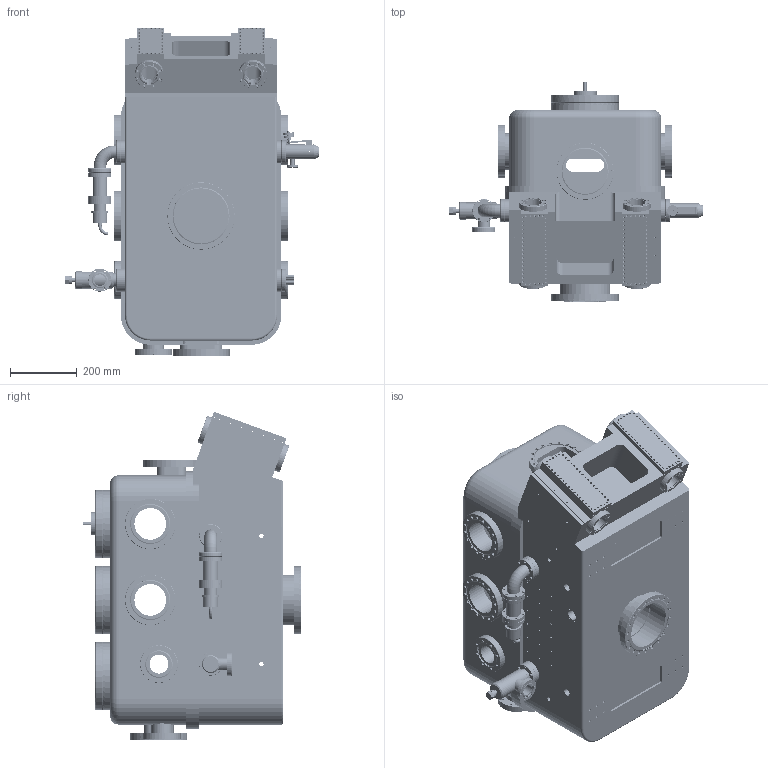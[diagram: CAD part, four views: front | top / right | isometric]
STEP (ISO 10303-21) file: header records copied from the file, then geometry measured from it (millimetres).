
FILE_DESCRIPTION(('OneSpaceDesigner STEP Export'),'2;1');
FILE_NAME('CHAMBER_ASSY.stp','2004-01-28T 8:46:53',(''),(''),'OneSpace Designer STEP processor (Jan. 2003) for AP214(CD)(Solid Model)','OneSpace Designer 12.00 10-Sep-2003 (C) CoCreate Software GmbH','');
FILE_SCHEMA(('AUTOMOTIVE_DESIGN_CC2 {1 2 10303 214 -1 1 5 1}'));
Length unit declared in the file: millimetre
Products named in the file (56): CHAMBER_FEEDTHRU_COVER1; FLANGE_OVAL_STUB_AL-6.75_CFF.1; 6.75_O.D._CFF_SST_FACE; 6.75_CFF_OVAL_NECK_ATLAS_CUSTOM_AL-SST_ASSY; 6.0_CFF_SHORT_AL_BASE_STUB; 6_O.D._CFF_SST_FACE.1; 6.0_CFF_CUST_SHORT_AL-SST_ASSY.3; 8_CFF_AL_BASE; 8_CFF_SST_FACE_HALF; 8_CFF_ATLAS_CUSTOM_AL-SST_ASSY; 4.5_CFF_AL_BASE_HALF; 4.5_CFF_SST_FACE; 4.5_CFF_INTERFERMETER_PORT_ASSY; CHAMBER_LID_AL; 4.5AL_CFF_STUB_HALF; 4.5_CFF_ATLAS_CUSTOM_AL-SST_ASSY; CHAMBER_LID_ASSY; FLANGE_BASEHALF_CFF_2.75AL; FLANGE_SEALHALF_2.75CFF_SST; FLANGE_BONDED_MOD_ATLAS2.75ALSS-WNNR1.25-US; FLANGE_BASEHALF_3.375_ATLAS_MOD; FLANGE3.37CFF_SEALHALF_SS; FLANGE_BONDED_MOD_ATLAS3.375ALSS-WNNR1.75-US.1; MONO_CHAMBER_BASE_AL; FLANGE_SEALHALF_8CFF_SST; FLANGE_BASEHALF_8CFF_AL; FLANGE_BONDED_MOD_ATLAS8.00ALSS-WNNR5.75-C; MONO_CHAMBER_BASE_WELDMENT; HELICOFLEX_VAC_SEAL; TIN_VACUUM_SEAL.1; ZERO_LNGTH_RED_8_CFF_X_2.75_CFF_SST; 8_IN_VIEWPORT_INSERT; 8_CFF_VIEWPORT_BODY; 8_IN_CFF_VIEWPORT_ASSY; 2.75_CFF-BNC_MDC-630001; 2.75_CFF-4SHV_MDC-634004; THUMB_NUT.1; LEAK_VALVE_ADJ_SCREW; LEAK_VALVE_BODY; LEAK_VALVE_HANDLE ...
Assembly tree (73 placements, depth 4):
  CHAMBER_ASSY
    2.75_CF_VALVE_MDC-314003
    ION_GUAGE_ELBOW_NO_VALVE
      2.75_CF_ELBOW_MDC-403002
        2.75_CFF_MDC-110014.2
        2.75_CFF_MDC-110014
        ELBOW_TUBE
      2.75_CF_IG_SPOOL_MDC-
        2.75_CFF_MDC-110014-2
        TUBE_1.5_ODx1.37_ID_MDC-480006
        2.75_CFF_MDC-110014
      2.75_CF_ION_GUAGE
        ION_GUAGE
        2.75_CF
    VARIAN_LEAK_VALVE_DUMMY_ASSY_9515106
      THUMB_NUT.1  x2
      SPACER
      LEAK_VALVE_HANDLE
      LEAK_VALVE_BODY
      LEAK_VALVE_ADJ_SCREW
    2.75_CFF-4SHV_MDC-634004
    2.75_CFF-BNC_MDC-630001
    8_IN_CFF_VIEWPORT_ASSY  x2
      8_CFF_VIEWPORT_BODY
      8_IN_VIEWPORT_INSERT
    ZERO_LNGTH_RED_8_CFF_X_2.75_CFF_SST
    TIN_VACUUM_SEAL.1  x2
    CHAMBER_FEEDTHRU_COVER1  x2
    HELICOFLEX_VAC_SEAL
    MONO_CHAMBER_BASE_WELDMENT
      FLANGE_BONDED_MOD_ATLAS2.75ALSS-WNNR1.25-US  x4
        FLANGE_SEALHALF_2.75CFF_SST
        FLANGE_BASEHALF_CFF_2.75AL
      FLANGE_BONDED_MOD_ATLAS8.00ALSS-WNNR5.75-C
        FLANGE_BASEHALF_8CFF_AL
        FLANGE_SEALHALF_8CFF_SST
      MONO_CHAMBER_BASE_AL
      FLANGE_BONDED_MOD_ATLAS3.375ALSS-WNNR1.75-US.1  x4
        FLANGE3.37CFF_SEALHALF_SS
        FLANGE_BASEHALF_3.375_ATLAS_MOD
    CHAMBER_LID_ASSY
      6.0_CFF_CUST_SHORT_AL-SST_ASSY.3  x4
        6_O.D._CFF_SST_FACE.1
        6.0_CFF_SHORT_AL_BASE_STUB
      4.5_CFF_ATLAS_CUSTOM_AL-SST_ASSY  x2
        4.5_CFF_SST_FACE
        4.5AL_CFF_STUB_HALF
      8_CFF_ATLAS_CUSTOM_AL-SST_ASSY  x3
        8_CFF_SST_FACE_HALF
        8_CFF_AL_BASE
      6.75_CFF_OVAL_NECK_ATLAS_CUSTOM_AL-SST_ASSY  x2
        6.75_O.D._CFF_SST_FACE
        FLANGE_OVAL_STUB_AL-6.75_CFF.1
      CHAMBER_LID_AL
      4.5_CFF_INTERFERMETER_PORT_ASSY
        4.5_CFF_SST_FACE
        4.5_CFF_AL_BASE_HALF
Bounding box: 763.15 x 657.81 x 986.7 mm (x, y, z)
Volume: 95025111.1 mm3; surface area: 6026738.4 mm2
Topology: 71 solids, 71 shells, 4571 faces, 11491 edges, 7567 vertices
Faces by surface type: cylinder 3262, plane 1053, cone 222, torus 34
Entity records: 90447 total; most frequent: CARTESIAN_POINT 20200, ORIENTED_EDGE 15614, DIRECTION 12152, EDGE_CURVE 7807, VERTEX_POINT 5137, EDGE_LOOP 4650, AXIS2_PLACEMENT_3D 4560, FACE_OUTER_BOUND 3186
